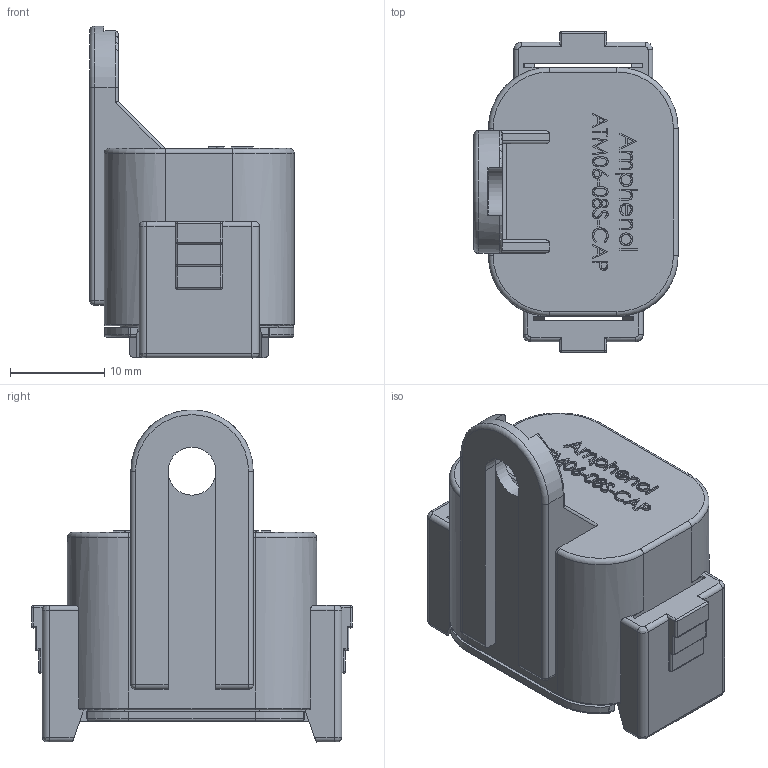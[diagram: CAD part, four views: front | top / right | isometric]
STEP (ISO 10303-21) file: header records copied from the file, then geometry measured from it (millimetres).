
FILE_DESCRIPTION((''),'2;1');
FILE_NAME('ATM06-08SA-CAP_SW0001','2020-10-16T',('OrionLi'),(''),'PRO/ENGINEER BY PARAMETRIC TECHNOLOGY CORPORATION, 2016360','PRO/ENGINEER BY PARAMETRIC TECHNOLOGY CORPORATION, 2016360','');
FILE_SCHEMA(('CONFIG_CONTROL_DESIGN'));
Length unit declared in the file: inch
Products named in the file (1): ATM06-08SA-CAP_SW0001
Bounding box: 21.69 x 34.08 x 35.25 mm (x, y, z)
Volume: 6094.4 mm3; surface area: 5865.3 mm2
Topology: 1 solids, 1 shells, 715 faces, 1913 edges, 1203 vertices
Faces by surface type: plane 336, cylinder 160, extrusion 124, torus 39, sphere 24, bspline 24, cone 8
Entity records: 28081 total; most frequent: CARTESIAN_POINT 10857, ORIENTED_EDGE 3790, DIRECTION 3131, EDGE_CURVE 1895, VECTOR 1313, VERTEX_POINT 1203, LINE 1189, AXIS2_PLACEMENT_3D 909
